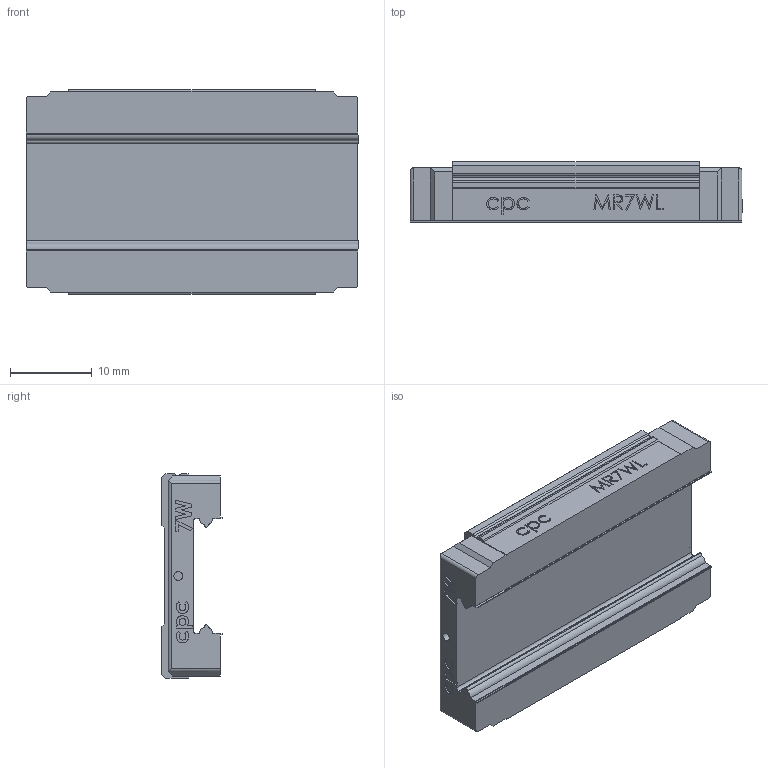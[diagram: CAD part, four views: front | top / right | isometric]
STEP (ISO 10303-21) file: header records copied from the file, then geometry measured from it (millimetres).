
FILE_DESCRIPTION (( 'STEP AP214' ), '1' );
FILE_NAME ('7WL-SU-block.STEP', '2012-07-13T10:39:53', ( 'CMU02' ), ( '' ), 'SwSTEP 2.0', 'SolidWorks 2010', '' );
FILE_SCHEMA (( 'AUTOMOTIVE_DESIGN' ));
Length unit declared in the file: millimetre
Products named in the file (1): 7WL-SU-block
Bounding box: 40.5 x 7.35 x 25 mm (x, y, z)
Volume: 4850.9 mm3; surface area: 3423.7 mm2
Topology: 1 solids, 1 shells, 424 faces, 1128 edges, 740 vertices
Faces by surface type: plane 263, bspline 106, cylinder 39, cone 16
Entity records: 19327 total; most frequent: CARTESIAN_POINT 9043, ORIENTED_EDGE 2240, DIRECTION 1620, EDGE_CURVE 1120, VECTOR 826, LINE 826, VERTEX_POINT 740, EDGE_LOOP 466
